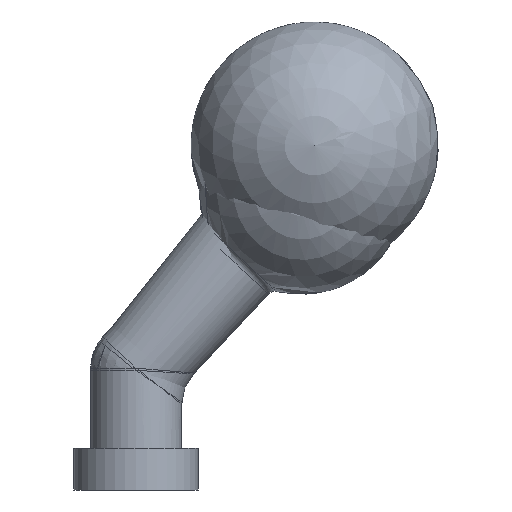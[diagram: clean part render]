
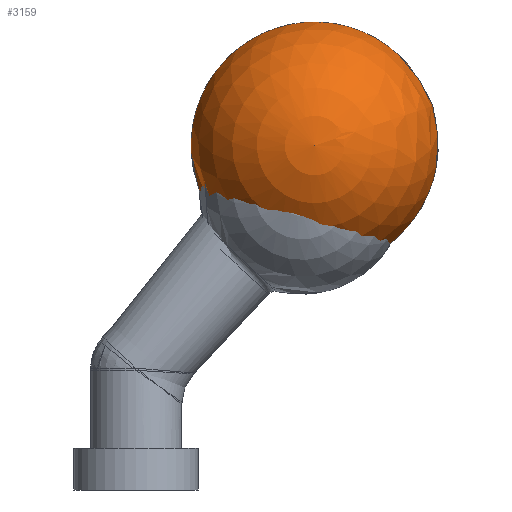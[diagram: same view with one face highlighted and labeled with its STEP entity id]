
A CAD part, front view. The second image highlights one B-rep face of the part: STEP entity #3159.
In plain terms, the highlighted spherical face has radius 30 mm.
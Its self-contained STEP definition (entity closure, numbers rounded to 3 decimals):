
#609 = EDGE_CURVE ( 'NONE', #6150, #6150, #6487, .T. ) ;
#728 = DIRECTION ( 'NONE',  ( 0., 1., 0. ) ) ;
#1153 = ORIENTED_EDGE ( 'NONE', *, *, #609, .T. ) ;
#1219 = DIRECTION ( 'NONE',  ( 0.783, 0., -0.622 ) ) ;
#3159 = ADVANCED_FACE ( 'NONE', ( #8041 ), #7572, .T. ) ;
#4442 = AXIS2_PLACEMENT_3D ( 'NONE', #12236, #12257, #1219 ) ;
#4868 = AXIS2_PLACEMENT_3D ( 'NONE', #10848, #728, #7843 ) ;
#6150 = VERTEX_POINT ( 'NONE', #12690 ) ;
#6487 = CIRCLE ( 'NONE', #4442, 12.188 ) ;
#7572 = SPHERICAL_SURFACE ( 'NONE', #4868, 30. ) ;
#7843 = DIRECTION ( 'NONE',  ( -0.783, 0., 0.622 ) ) ;
#8041 = FACE_OUTER_BOUND ( 'NONE', #9733, .T. ) ;
#9733 = EDGE_LOOP ( 'NONE', ( #1153 ) ) ;
#10848 = CARTESIAN_POINT ( 'NONE',  ( 43., 0., 73. ) ) ;
#12236 = CARTESIAN_POINT ( 'NONE',  ( 25.956, 0., 51.53 ) ) ;
#12257 = DIRECTION ( 'NONE',  ( 0.622, 0., 0.783 ) ) ;
#12690 = CARTESIAN_POINT ( 'NONE',  ( 35.501, 0., 43.952 ) ) ;
